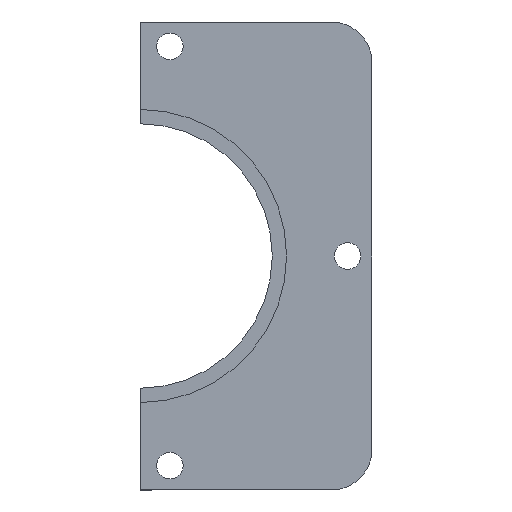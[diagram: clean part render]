
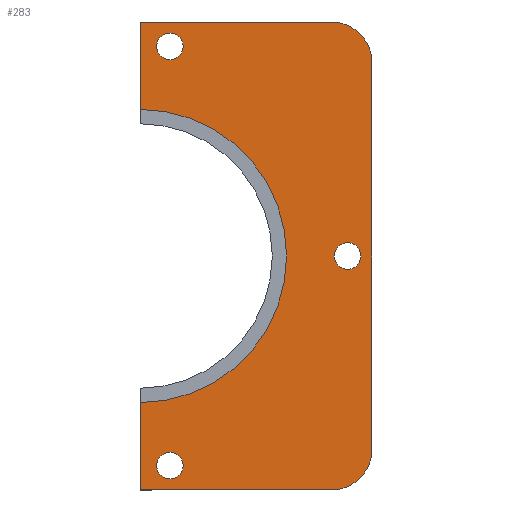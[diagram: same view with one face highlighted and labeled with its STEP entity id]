
A CAD part, front view. The second image highlights one B-rep face of the part: STEP entity #283.
In plain terms, the highlighted planar face has unit normal (0, -1, 0).
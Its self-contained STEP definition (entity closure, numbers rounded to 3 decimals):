
#15=FACE_BOUND('',#49,.T.);
#16=FACE_BOUND('',#50,.T.);
#17=FACE_BOUND('',#51,.T.);
#23=PLANE('',#317);
#33=FACE_OUTER_BOUND('',#48,.T.);
#48=EDGE_LOOP('',(#210,#211,#212,#213,#214,#215,#216,#217));
#49=EDGE_LOOP('',(#218));
#50=EDGE_LOOP('',(#219));
#51=EDGE_LOOP('',(#220));
#71=LINE('',#449,#96);
#74=LINE('',#455,#99);
#75=LINE('',#459,#100);
#76=LINE('',#460,#101);
#77=LINE('',#461,#102);
#96=VECTOR('',#363,10.);
#99=VECTOR('',#368,10.);
#100=VECTOR('',#371,10.);
#101=VECTOR('',#372,10.);
#102=VECTOR('',#373,10.);
#115=CIRCLE('',#309,36.015);
#119=CIRCLE('',#315,10.);
#120=CIRCLE('',#318,10.);
#121=CIRCLE('',#319,3.25);
#122=CIRCLE('',#320,3.25);
#123=CIRCLE('',#321,3.25);
#129=VERTEX_POINT('',#424);
#130=VERTEX_POINT('',#425);
#137=VERTEX_POINT('',#442);
#138=VERTEX_POINT('',#444);
#139=VERTEX_POINT('',#448);
#141=VERTEX_POINT('',#454);
#142=VERTEX_POINT('',#456);
#143=VERTEX_POINT('',#458);
#144=VERTEX_POINT('',#462);
#145=VERTEX_POINT('',#464);
#146=VERTEX_POINT('',#466);
#155=EDGE_CURVE('',#129,#130,#115,.T.);
#164=EDGE_CURVE('',#137,#138,#119,.T.);
#166=EDGE_CURVE('',#139,#138,#71,.T.);
#169=EDGE_CURVE('',#137,#141,#74,.T.);
#170=EDGE_CURVE('',#142,#141,#120,.T.);
#171=EDGE_CURVE('',#142,#143,#75,.T.);
#172=EDGE_CURVE('',#130,#143,#76,.T.);
#173=EDGE_CURVE('',#129,#139,#77,.T.);
#174=EDGE_CURVE('',#144,#144,#121,.T.);
#175=EDGE_CURVE('',#145,#145,#122,.T.);
#176=EDGE_CURVE('',#146,#146,#123,.T.);
#210=ORIENTED_EDGE('',*,*,#164,.F.);
#211=ORIENTED_EDGE('',*,*,#169,.T.);
#212=ORIENTED_EDGE('',*,*,#170,.F.);
#213=ORIENTED_EDGE('',*,*,#171,.T.);
#214=ORIENTED_EDGE('',*,*,#172,.F.);
#215=ORIENTED_EDGE('',*,*,#155,.F.);
#216=ORIENTED_EDGE('',*,*,#173,.T.);
#217=ORIENTED_EDGE('',*,*,#166,.T.);
#218=ORIENTED_EDGE('',*,*,#174,.F.);
#219=ORIENTED_EDGE('',*,*,#175,.F.);
#220=ORIENTED_EDGE('',*,*,#176,.F.);
#283=ADVANCED_FACE('',(#33,#15,#16,#17),#23,.F.);
#309=AXIS2_PLACEMENT_3D('',#426,#341,#342);
#315=AXIS2_PLACEMENT_3D('',#445,#358,#359);
#317=AXIS2_PLACEMENT_3D('',#453,#366,#367);
#318=AXIS2_PLACEMENT_3D('',#457,#369,#370);
#319=AXIS2_PLACEMENT_3D('',#463,#374,#375);
#320=AXIS2_PLACEMENT_3D('',#465,#376,#377);
#321=AXIS2_PLACEMENT_3D('',#467,#378,#379);
#341=DIRECTION('center_axis',(0.,-1.,0.));
#342=DIRECTION('ref_axis',(1.,0.,0.));
#358=DIRECTION('center_axis',(0.,1.,0.));
#359=DIRECTION('ref_axis',(0.707,0.,-0.707));
#363=DIRECTION('',(1.,0.,0.));
#366=DIRECTION('center_axis',(0.,1.,0.));
#367=DIRECTION('ref_axis',(-1.,0.,0.));
#368=DIRECTION('',(0.,0.,1.));
#369=DIRECTION('center_axis',(0.,1.,0.));
#370=DIRECTION('ref_axis',(0.707,0.,0.707));
#371=DIRECTION('',(-1.,0.,0.));
#372=DIRECTION('',(0.,0.,1.));
#373=DIRECTION('',(0.,0.,-1.));
#374=DIRECTION('center_axis',(0.,-1.,0.));
#375=DIRECTION('ref_axis',(-1.,0.,0.));
#376=DIRECTION('center_axis',(0.,-1.,0.));
#377=DIRECTION('ref_axis',(-1.,0.,0.));
#378=DIRECTION('center_axis',(0.,-1.,0.));
#379=DIRECTION('ref_axis',(-1.,0.,0.));
#424=CARTESIAN_POINT('',(0.,1.,-36.015));
#425=CARTESIAN_POINT('',(0.,1.,36.015));
#426=CARTESIAN_POINT('Origin',(0.,1.,0.));
#442=CARTESIAN_POINT('',(57.,1.,-47.5));
#444=CARTESIAN_POINT('',(47.,1.,-57.5));
#445=CARTESIAN_POINT('Origin',(47.,1.,-47.5));
#448=CARTESIAN_POINT('',(0.,1.,-57.5));
#449=CARTESIAN_POINT('',(0.,1.,-57.5));
#453=CARTESIAN_POINT('Origin',(28.5,1.,0.));
#454=CARTESIAN_POINT('',(57.,1.,47.5));
#455=CARTESIAN_POINT('',(57.,1.,-57.5));
#456=CARTESIAN_POINT('',(47.,1.,57.5));
#457=CARTESIAN_POINT('Origin',(47.,1.,47.5));
#458=CARTESIAN_POINT('',(0.,1.,57.5));
#459=CARTESIAN_POINT('',(57.,1.,57.5));
#460=CARTESIAN_POINT('',(0.,1.,18.025));
#461=CARTESIAN_POINT('',(0.,1.,57.5));
#462=CARTESIAN_POINT('',(54.25,1.,0.));
#463=CARTESIAN_POINT('Origin',(51.,1.,0.));
#464=CARTESIAN_POINT('',(10.602,1.,51.5));
#465=CARTESIAN_POINT('Origin',(7.352,1.,51.5));
#466=CARTESIAN_POINT('',(10.602,1.,-51.5));
#467=CARTESIAN_POINT('Origin',(7.352,1.,-51.5));
